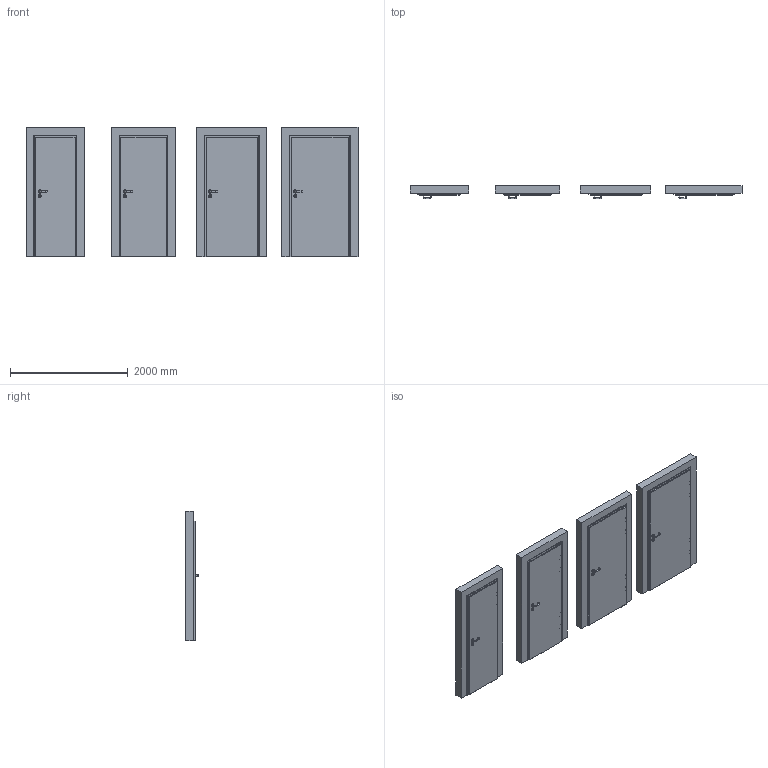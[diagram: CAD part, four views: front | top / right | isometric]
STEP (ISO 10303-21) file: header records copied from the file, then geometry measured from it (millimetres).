
FILE_DESCRIPTION(/* description */ (''),/* implementation_level */ '2;1');
FILE_NAME(/* name */ '050075_A_2-Drzwi przeciwpożarowe EI60 na ościeżnicy stalowej..stp',/* time_stamp */ '2024-06-14T13:58:29+02:00',/* author */ (''),/* organization */ (''),/* preprocessor_version */ 'ST-DEVELOPER v16',/* originating_system */ 'SIEMENS PLM Software NX 11.0',/* authorisation */ '');
FILE_SCHEMA (('AUTOMOTIVE_DESIGN { 1 0 10303 214 3 1 1 1 }'));
Products named in the file (1): bkni280863542hq5
Bounding box: 5650 x 236.53 x 2207.33 mm (x, y, z)
Volume: 817106803 mm3; surface area: 50292850.8 mm2
Topology: 268 solids, 268 shells, 7936 faces, 20120 edges, 12904 vertices
Faces by surface type: plane 4584, cylinder 1972, bspline 552, cone 284, sphere 192, extrusion 184, torus 168
Full cylindrical faces by diameter (mm): 4 x4, 5 x8, 5.5 x4, 6 x52, 7 x24, 7.8 x16, 8 x112, 13.5 x32, 15 x80, 19 x24, 20 x12, 54 x16
Entity records: 245216 total; most frequent: CARTESIAN_POINT 57468, ORIENTED_EDGE 37952, DIRECTION 37390, EDGE_CURVE 18976, VECTOR 13196, LINE 13012, VERTEX_POINT 12668, AXIS2_PLACEMENT_3D 12097
